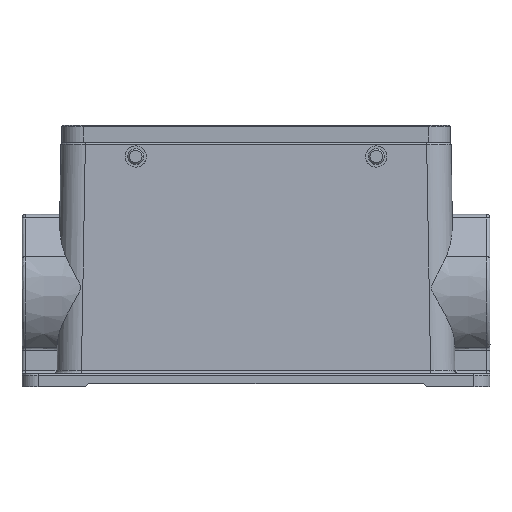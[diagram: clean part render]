
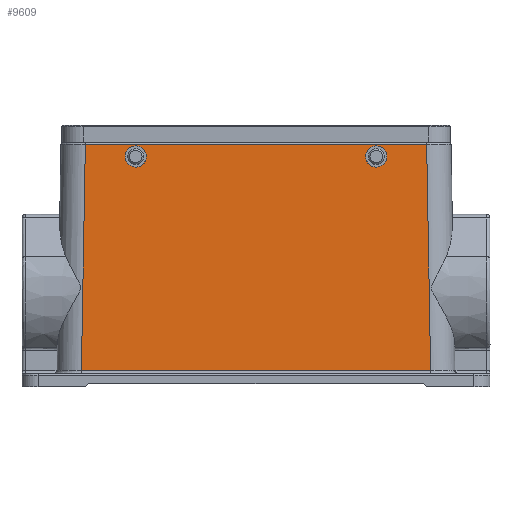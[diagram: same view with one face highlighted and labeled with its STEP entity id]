
A CAD part, top view. The second image highlights one B-rep face of the part: STEP entity #9609.
In plain terms, the highlighted planar face has unit normal (0, 0.018, 1).
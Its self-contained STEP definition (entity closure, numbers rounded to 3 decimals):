
#432 = CARTESIAN_POINT ( 'NONE',  ( -40.25, 70.8, 21.573 ) ) ;
#433 = CARTESIAN_POINT ( 'NONE',  ( -40.25, 77.3, 21.46 ) ) ;
#434 = CARTESIAN_POINT ( 'NONE',  ( -33.75, 77.3, 21.46 ) ) ;
#435 = CARTESIAN_POINT ( 'NONE',  ( -33.75, 70.8, 21.573 ) ) ;
#637 = CARTESIAN_POINT ( 'NONE',  ( -52.51, 74.509, 21.509 ) ) ;
#748 = CARTESIAN_POINT ( 'NONE',  ( 40.25, 70.8, 21.573 ) ) ;
#750 = CARTESIAN_POINT ( 'NONE',  ( 33.75, 70.8, 21.573 ) ) ;
#756 = CARTESIAN_POINT ( 'NONE',  ( 53.723, 4.983, 22.722 ) ) ;
#763 = CARTESIAN_POINT ( 'NONE',  ( 52.51, 74.509, 21.509 ) ) ;
#1157 = VERTEX_POINT ( 'NONE', #6944 ) ;
#1191 = VERTEX_POINT ( 'NONE', #637 ) ;
#1323 = VERTEX_POINT ( 'NONE', #748 ) ;
#1327 = VERTEX_POINT ( 'NONE', #750 ) ;
#1339 = VERTEX_POINT ( 'NONE', #756 ) ;
#1353 = VERTEX_POINT ( 'NONE', #763 ) ;
#1870 = CARTESIAN_POINT ( 'NONE',  ( -40.25, 70.8, 21.573 ) ) ;
#1885 = CARTESIAN_POINT ( 'NONE',  ( -33.75, 70.8, 21.573 ) ) ;
#2141 = EDGE_CURVE ( 'NONE', #1339, #1353, #6464, .T. ) ;
#2142 = EDGE_CURVE ( 'NONE', #12473, #12443, #7841, .T. ) ;
#2143 = EDGE_CURVE ( 'NONE', #1353, #1191, #6471, .T. ) ;
#2153 = EDGE_CURVE ( 'NONE', #1327, #1323, #7839, .T. ) ;
#2164 = EDGE_CURVE ( 'NONE', #1191, #1157, #11024, .T. ) ;
#2166 = EDGE_CURVE ( 'NONE', #1323, #1327, #7850, .T. ) ;
#2172 = EDGE_CURVE ( 'NONE', #1157, #1339, #11064, .T. ) ;
#3493 = VECTOR ( 'NONE', #6473, 1000. ) ;
#3750 = VECTOR ( 'NONE', #11066, 1000. ) ;
#3781 = VECTOR ( 'NONE', #6466, 1000. ) ;
#3782 = VECTOR ( 'NONE', #11026, 1000. ) ;
#6464 = LINE ( 'NONE', #6465, #3781 ) ;
#6465 = CARTESIAN_POINT ( 'NONE',  ( 53.723, 4.983, 22.722 ) ) ;
#6466 = DIRECTION ( 'NONE',  ( -0.017, 1., -0.017 ) ) ;
#6467 = CARTESIAN_POINT ( 'NONE',  ( -33.75, 70.8, 21.573 ) ) ;
#6468 = CARTESIAN_POINT ( 'NONE',  ( -33.75, 64.3, 21.687 ) ) ;
#6469 = CARTESIAN_POINT ( 'NONE',  ( -40.25, 64.3, 21.687 ) ) ;
#6470 = CARTESIAN_POINT ( 'NONE',  ( -40.25, 70.8, 21.573 ) ) ;
#6471 = LINE ( 'NONE', #6472, #3493 ) ;
#6472 = CARTESIAN_POINT ( 'NONE',  ( -63.061, 74.509, 21.509 ) ) ;
#6473 = DIRECTION ( 'NONE',  ( -1., 0., 0. ) ) ;
#6502 = CARTESIAN_POINT ( 'NONE',  ( 33.75, 70.8, 21.573 ) ) ;
#6503 = CARTESIAN_POINT ( 'NONE',  ( 33.75, 64.3, 21.687 ) ) ;
#6504 = CARTESIAN_POINT ( 'NONE',  ( 40.25, 64.3, 21.687 ) ) ;
#6505 = CARTESIAN_POINT ( 'NONE',  ( 40.25, 70.8, 21.573 ) ) ;
#6944 = CARTESIAN_POINT ( 'NONE',  ( -53.723, 4.983, 22.722 ) ) ;
#7214 = EDGE_LOOP ( 'NONE', ( #11805, #11813, #11804, #11838 ) ) ;
#7839 =( BOUNDED_CURVE ( )  B_SPLINE_CURVE ( 3, ( #6502, #6503, #6504, #6505 ),
 .UNSPECIFIED., .F., .F. ) 
 B_SPLINE_CURVE_WITH_KNOTS ( ( 4, 4 ),
 ( 1.571, 4.712 ),
 .UNSPECIFIED. ) 
 CURVE ( )  GEOMETRIC_REPRESENTATION_ITEM ( )  RATIONAL_B_SPLINE_CURVE ( ( 1., 0.333, 0.333, 1. ) ) 
 REPRESENTATION_ITEM ( '' )  );
#7841 =( BOUNDED_CURVE ( )  B_SPLINE_CURVE ( 3, ( #6467, #6468, #6469, #6470 ),
 .UNSPECIFIED., .F., .F. ) 
 B_SPLINE_CURVE_WITH_KNOTS ( ( 4, 4 ),
 ( 1.571, 4.712 ),
 .UNSPECIFIED. ) 
 CURVE ( )  GEOMETRIC_REPRESENTATION_ITEM ( )  RATIONAL_B_SPLINE_CURVE ( ( 1., 0.333, 0.333, 1. ) ) 
 REPRESENTATION_ITEM ( '' )  );
#7850 =( BOUNDED_CURVE ( )  B_SPLINE_CURVE ( 3, ( #11044, #11045, #11046, #11047 ),
 .UNSPECIFIED., .F., .T. ) 
 B_SPLINE_CURVE_WITH_KNOTS ( ( 4, 4 ),
 ( 4.712, 7.854 ),
 .UNSPECIFIED. ) 
 CURVE ( )  GEOMETRIC_REPRESENTATION_ITEM ( )  RATIONAL_B_SPLINE_CURVE ( ( 1., 0.333, 0.333, 1. ) ) 
 REPRESENTATION_ITEM ( '' )  );
#8149 =( BOUNDED_CURVE ( )  B_SPLINE_CURVE ( 3, ( #432, #433, #434, #435 ),
 .UNSPECIFIED., .F., .F. ) 
 B_SPLINE_CURVE_WITH_KNOTS ( ( 4, 4 ),
 ( 4.712, 7.854 ),
 .UNSPECIFIED. ) 
 CURVE ( )  GEOMETRIC_REPRESENTATION_ITEM ( )  RATIONAL_B_SPLINE_CURVE ( ( 1., 0.333, 0.333, 1. ) ) 
 REPRESENTATION_ITEM ( '' )  );
#8732 = FACE_BOUND ( 'NONE', #11617, .T. ) ;
#8735 = FACE_OUTER_BOUND ( 'NONE', #7214, .T. ) ;
#8737 = FACE_BOUND ( 'NONE', #11661, .T. ) ;
#8739 = AXIS2_PLACEMENT_3D ( 'NONE', #12100, #12101, #12102 ) ;
#9426 = EDGE_CURVE ( 'NONE', #12443, #12473, #8149, .T. ) ;
#9609 = ADVANCED_FACE ( 'NONE', ( #8732, #8735, #8737 ), #12099, .T. ) ;
#11024 = LINE ( 'NONE', #11025, #3782 ) ;
#11025 = CARTESIAN_POINT ( 'NONE',  ( -52.51, 74.509, 21.509 ) ) ;
#11026 = DIRECTION ( 'NONE',  ( -0.017, -1., 0.017 ) ) ;
#11044 = CARTESIAN_POINT ( 'NONE',  ( 40.25, 70.8, 21.573 ) ) ;
#11045 = CARTESIAN_POINT ( 'NONE',  ( 40.25, 77.3, 21.46 ) ) ;
#11046 = CARTESIAN_POINT ( 'NONE',  ( 33.75, 77.3, 21.46 ) ) ;
#11047 = CARTESIAN_POINT ( 'NONE',  ( 33.75, 70.8, 21.573 ) ) ;
#11064 = LINE ( 'NONE', #11065, #3750 ) ;
#11065 = CARTESIAN_POINT ( 'NONE',  ( -63.061, 4.983, 22.722 ) ) ;
#11066 = DIRECTION ( 'NONE',  ( 1., 0., 0. ) ) ;
#11617 = EDGE_LOOP ( 'NONE', ( #11807, #11806 ) ) ;
#11661 = EDGE_LOOP ( 'NONE', ( #11858, #11860 ) ) ;
#11804 = ORIENTED_EDGE ( 'NONE', *, *, #2164, .T. ) ;
#11805 = ORIENTED_EDGE ( 'NONE', *, *, #2141, .T. ) ;
#11806 = ORIENTED_EDGE ( 'NONE', *, *, #2142, .T. ) ;
#11807 = ORIENTED_EDGE ( 'NONE', *, *, #9426, .T. ) ;
#11813 = ORIENTED_EDGE ( 'NONE', *, *, #2143, .T. ) ;
#11838 = ORIENTED_EDGE ( 'NONE', *, *, #2172, .T. ) ;
#11858 = ORIENTED_EDGE ( 'NONE', *, *, #2153, .F. ) ;
#11860 = ORIENTED_EDGE ( 'NONE', *, *, #2166, .F. ) ;
#12099 = PLANE ( 'NONE',  #8739 ) ;
#12100 = CARTESIAN_POINT ( 'NONE',  ( -63.061, 75., 21.5 ) ) ;
#12101 = DIRECTION ( 'NONE',  ( 0., 0.017, 1. ) ) ;
#12102 = DIRECTION ( 'NONE',  ( 0., -1., 0.017 ) ) ;
#12443 = VERTEX_POINT ( 'NONE', #1870 ) ;
#12473 = VERTEX_POINT ( 'NONE', #1885 ) ;
